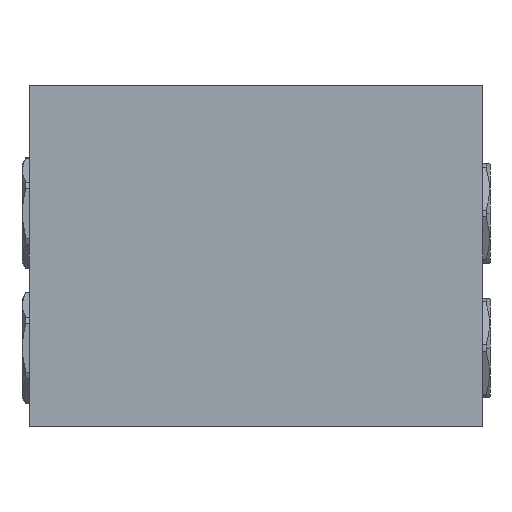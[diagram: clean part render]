
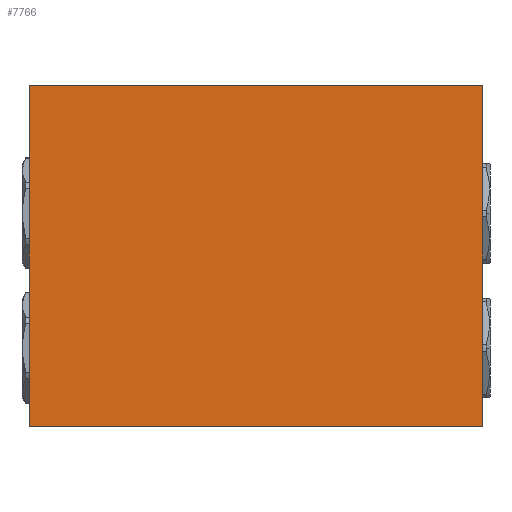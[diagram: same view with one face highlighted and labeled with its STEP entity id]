
A CAD part, left-side view. The second image highlights one B-rep face of the part: STEP entity #7766.
In plain terms, the highlighted planar face has unit normal (-1, 0, 0).
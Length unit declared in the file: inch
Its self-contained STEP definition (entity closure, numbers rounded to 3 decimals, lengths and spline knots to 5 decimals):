
#1=DIRECTION('',(0.,-1.,0.));
#2=VECTOR('',#1,4.);
#3=CARTESIAN_POINT('',(0.,0.,0.));
#4=LINE('',#3,#2);
#57=DIRECTION('',(0.,0.,1.));
#58=VECTOR('',#57,3.);
#59=CARTESIAN_POINT('',(0.,0.,0.));
#60=LINE('',#59,#58);
#129=DIRECTION('',(0.,0.,1.));
#130=VECTOR('',#129,3.);
#131=CARTESIAN_POINT('',(0.,-4.,0.));
#132=LINE('',#131,#130);
#173=DIRECTION('',(0.,-1.,0.));
#174=VECTOR('',#173,4.);
#175=CARTESIAN_POINT('',(0.,0.,3.));
#176=LINE('',#175,#174);
#6784=CARTESIAN_POINT('',(0.,0.,0.));
#6785=CARTESIAN_POINT('',(0.,-4.,0.));
#6786=VERTEX_POINT('',#6784);
#6787=VERTEX_POINT('',#6785);
#6792=CARTESIAN_POINT('',(0.,0.,3.));
#6793=CARTESIAN_POINT('',(0.,-4.,3.));
#6794=VERTEX_POINT('',#6792);
#6795=VERTEX_POINT('',#6793);
#7752=CARTESIAN_POINT('',(0.,0.,0.));
#7753=DIRECTION('',(-1.,0.,0.));
#7754=DIRECTION('',(0.,-1.,0.));
#7755=AXIS2_PLACEMENT_3D('',#7752,#7753,#7754);
#7756=PLANE('',#7755);
#7757=ORIENTED_EDGE('',*,*,#7717,.F.);
#7759=ORIENTED_EDGE('',*,*,#7758,.T.);
#7761=ORIENTED_EDGE('',*,*,#7760,.T.);
#7763=ORIENTED_EDGE('',*,*,#7762,.F.);
#7764=EDGE_LOOP('',(#7757,#7759,#7761,#7763));
#7765=FACE_OUTER_BOUND('',#7764,.F.);
#7766=ADVANCED_FACE('',(#7765),#7756,.T.);
#7717=EDGE_CURVE('',#6786,#6787,#4,.T.);
#7758=EDGE_CURVE('',#6786,#6794,#60,.T.);
#7760=EDGE_CURVE('',#6794,#6795,#176,.T.);
#7762=EDGE_CURVE('',#6787,#6795,#132,.T.);
